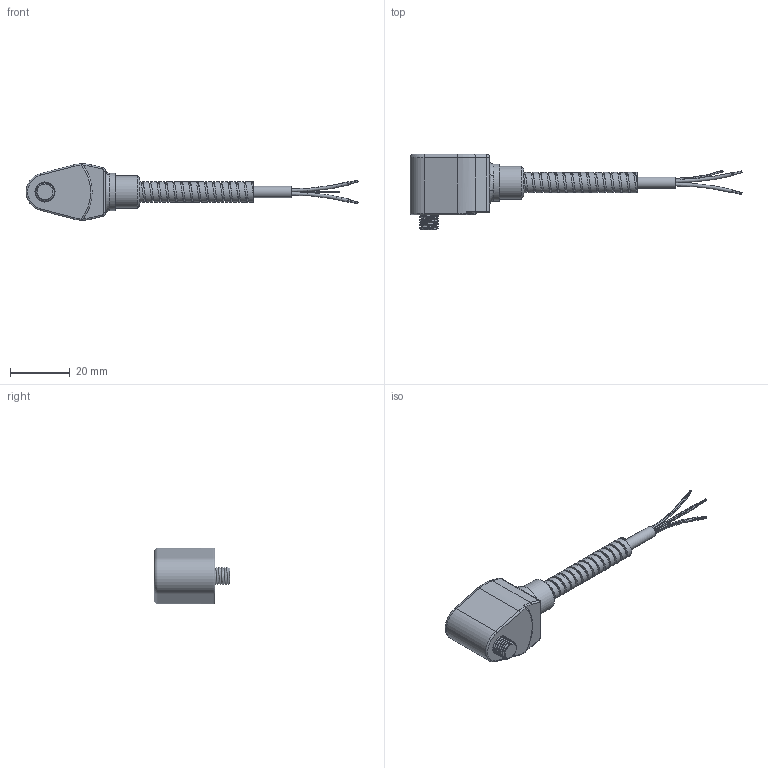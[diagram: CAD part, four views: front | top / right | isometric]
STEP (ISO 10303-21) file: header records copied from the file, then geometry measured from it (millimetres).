
FILE_DESCRIPTION(/* description */ (''),/* implementation_level */ '2;1');
FILE_NAME(/* name */ 'MASTER_TEARDROP_ARMOR_STANDARD.stp',/* time_stamp */ '2017-04-26T11:55:44-04:00',/* author */ ('aneininger'),/* organization */ (''),/* preprocessor_version */ 'ST-DEVELOPER v16.5',/* originating_system */ 'Autodesk Inventor 2017',/* authorisation */ '');
FILE_SCHEMA (('AUTOMOTIVE_DESIGN { 1 0 10303 214 3 1 1 }'));
Length unit declared in the file: inch
Products named in the file (3): MASTER_TEARDROP_ARMOR_STANDARD_STEP; MASTER_TEARDROP_ARMOR_STANDARD; ACP32143
Assembly tree (2 placements, depth 2):
  MASTER_TEARDROP_ARMOR_STANDARD_STEP
    MASTER_TEARDROP_ARMOR_STANDARD
    ACP32143
Bounding box: 111.14 x 25.4 x 18.88 mm (x, y, z)
Volume: 9719.6 mm3; surface area: 12436 mm2
Topology: 42 solids, 42 shells, 788 faces, 1602 edges, 814 vertices
Faces by surface type: bspline 282, torus 188, plane 156, cylinder 155, cone 5, sphere 2
Full cylindrical faces by diameter (mm): 1.27 x3, 2.032 x2, 3.2 x1, 3.245 x1, 3.759 x1, 3.81 x1, 4.953 x1, 5.359 x1, 6.756 x1, 9.195 x1, 9.525 x1, 10.16 x1, 10.922 x1, 12.446 x1
Entity records: 43133 total; most frequent: CARTESIAN_POINT 26276, ORIENTED_EDGE 3528, DIRECTION 3370, AXIS2_PLACEMENT_3D 1564, EDGE_CURVE 1548, CIRCLE 1013, EDGE_LOOP 854, VERTEX_POINT 806
